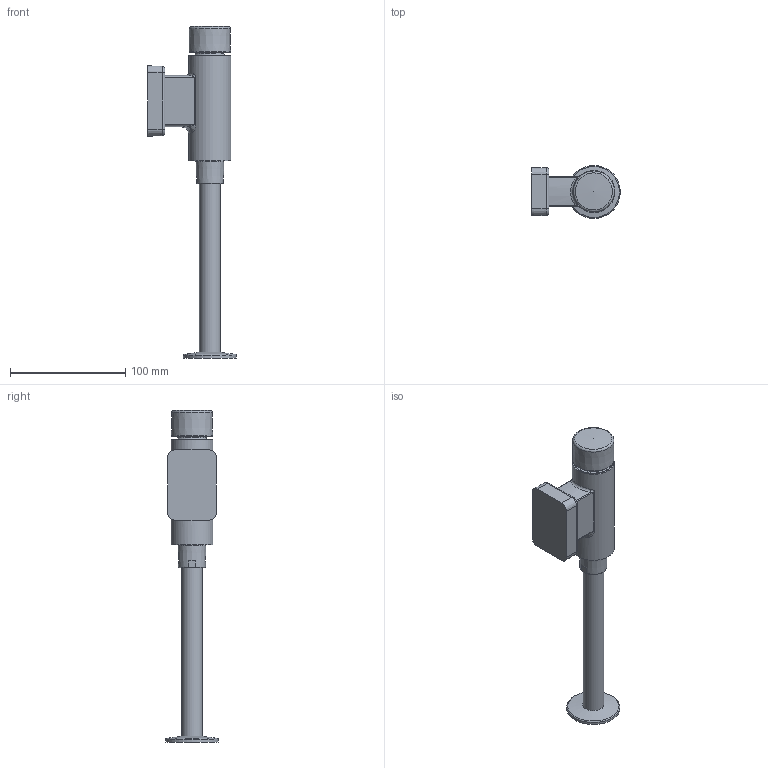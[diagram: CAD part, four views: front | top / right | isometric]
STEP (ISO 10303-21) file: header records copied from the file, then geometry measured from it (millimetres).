
FILE_DESCRIPTION(/* description */ ('Unknown'),/* implementation_level */ '2;1');
FILE_NAME(/* name */ '37346000_d',/* time_stamp */ '2022-09-09T18:21:40+02:00',/* author */ ('Unknown'),/* organization */ ('GROHE AG'),/* preprocessor_version */ 'ST-DEVELOPER v16.7',/* originating_system */ 'DEX',/* authorisation */ $);
FILE_SCHEMA (('AUTOMOTIVE_DESIGN { 1 0 10303 214 3 1 1 }','AUTOMOTIVE_DESIGN {1 0 10303 214 3 1 1}'));
Length unit declared in the file: millimetre
Products named in the file (2): 37346000_d; id11
Assembly tree (1 placements, depth 2):
  37346000_d
    id11
Bounding box: 77 x 46 x 288.6 mm (x, y, z)
Volume: 6588 mm3; surface area: 45432.8 mm2
Topology: 1 solids, 10 shells, 170 faces, 569 edges, 400 vertices
Faces by surface type: cylinder 55, plane 47, cone 26, torus 24, bspline 17, sphere 1
Full cylindrical faces by diameter (mm): 18 x1, 18.5 x1, 24.4 x1, 27.2 x1, 30 x1, 30.4 x1, 32.4 x1, 33.6 x1, 33.8 x1, 36.5 x1, 46 x1
Entity records: 7208 total; most frequent: CARTESIAN_POINT 2529, DIRECTION 959, ORIENTED_EDGE 822, EDGE_CURVE 534, AXIS2_PLACEMENT_3D 393, VERTEX_POINT 392, CIRCLE 206, FACE_BOUND 206
